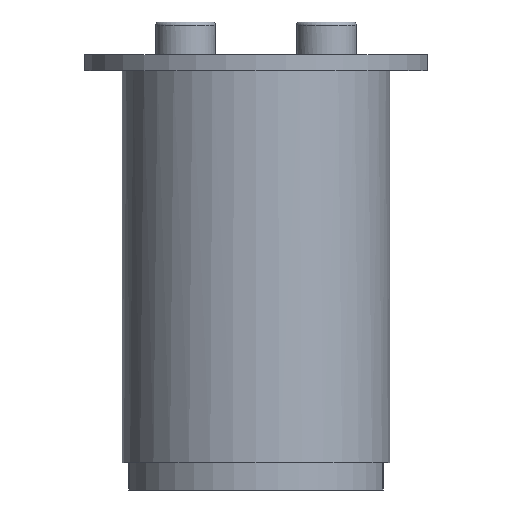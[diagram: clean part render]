
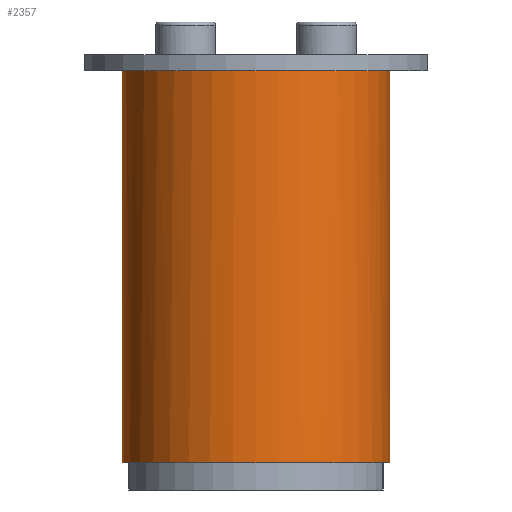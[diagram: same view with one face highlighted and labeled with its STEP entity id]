
A CAD part, front view. The second image highlights one B-rep face of the part: STEP entity #2357.
In plain terms, the highlighted cylindrical face has radius 12.3 mm (diameter 24.6 mm), a partial arc.
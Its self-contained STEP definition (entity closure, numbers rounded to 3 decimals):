
#216=FACE_OUTER_BOUND('',#359,.T.);
#359=EDGE_LOOP('',(#1768,#1769,#1770,#1771,#1772,#1773));
#532=LINE('',#3879,#690);
#533=LINE('',#3880,#691);
#690=VECTOR('',#3124,10.);
#691=VECTOR('',#3125,10.);
#794=CIRCLE('',#2533,12.3);
#801=CIRCLE('',#2549,12.3);
#803=CIRCLE('',#2551,12.3);
#824=CIRCLE('',#2592,12.3);
#970=VERTEX_POINT('',#3712);
#971=VERTEX_POINT('',#3713);
#980=VERTEX_POINT('',#3750);
#983=VERTEX_POINT('',#3756);
#1022=VERTEX_POINT('',#3873);
#1023=VERTEX_POINT('',#3875);
#1210=EDGE_CURVE('',#970,#971,#794,.T.);
#1229=EDGE_CURVE('',#971,#980,#801,.T.);
#1233=EDGE_CURVE('',#983,#970,#803,.T.);
#1292=EDGE_CURVE('',#1023,#1022,#824,.T.);
#1293=EDGE_CURVE('',#980,#1023,#532,.T.);
#1294=EDGE_CURVE('',#1022,#983,#533,.T.);
#1768=ORIENTED_EDGE('',*,*,#1293,.F.);
#1769=ORIENTED_EDGE('',*,*,#1229,.F.);
#1770=ORIENTED_EDGE('',*,*,#1210,.F.);
#1771=ORIENTED_EDGE('',*,*,#1233,.F.);
#1772=ORIENTED_EDGE('',*,*,#1294,.F.);
#1773=ORIENTED_EDGE('',*,*,#1292,.F.);
#2128=CYLINDRICAL_SURFACE('',#2593,12.3);
#2357=ADVANCED_FACE('',(#216),#2128,.T.);
#2533=AXIS2_PLACEMENT_3D('',#3714,#2950,#2951);
#2549=AXIS2_PLACEMENT_3D('',#3751,#2994,#2995);
#2551=AXIS2_PLACEMENT_3D('',#3758,#3000,#3001);
#2592=AXIS2_PLACEMENT_3D('',#3877,#3120,#3121);
#2593=AXIS2_PLACEMENT_3D('',#3878,#3122,#3123);
#2950=DIRECTION('center_axis',(0.,0.,1.));
#2951=DIRECTION('ref_axis',(-1.,0.,0.));
#2994=DIRECTION('center_axis',(0.,0.,1.));
#2995=DIRECTION('ref_axis',(-1.,0.,0.));
#3000=DIRECTION('center_axis',(0.,0.,1.));
#3001=DIRECTION('ref_axis',(-1.,0.,0.));
#3120=DIRECTION('center_axis',(0.,0.,-1.));
#3121=DIRECTION('ref_axis',(-1.,0.,0.));
#3122=DIRECTION('center_axis',(0.,0.,1.));
#3123=DIRECTION('ref_axis',(-1.,0.,0.));
#3124=DIRECTION('',(0.,0.,-1.));
#3125=DIRECTION('',(0.,0.,1.));
#3712=CARTESIAN_POINT('',(-12.259,-1.,18.));
#3713=CARTESIAN_POINT('',(12.259,-1.,18.));
#3714=CARTESIAN_POINT('Origin',(0.,0.,18.));
#3750=CARTESIAN_POINT('',(12.3,0.,18.));
#3751=CARTESIAN_POINT('Origin',(0.,0.,18.));
#3756=CARTESIAN_POINT('',(-12.3,0.,18.));
#3758=CARTESIAN_POINT('Origin',(0.,0.,18.));
#3873=CARTESIAN_POINT('',(-12.3,0.,-18.));
#3875=CARTESIAN_POINT('',(12.3,0.,-18.));
#3877=CARTESIAN_POINT('Origin',(0.,0.,-18.));
#3878=CARTESIAN_POINT('Origin',(0.,0.,0.));
#3879=CARTESIAN_POINT('',(12.3,0.,0.));
#3880=CARTESIAN_POINT('',(-12.3,0.,0.));
